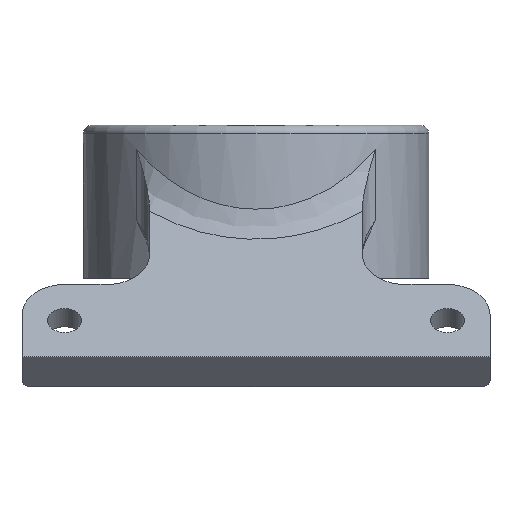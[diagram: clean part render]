
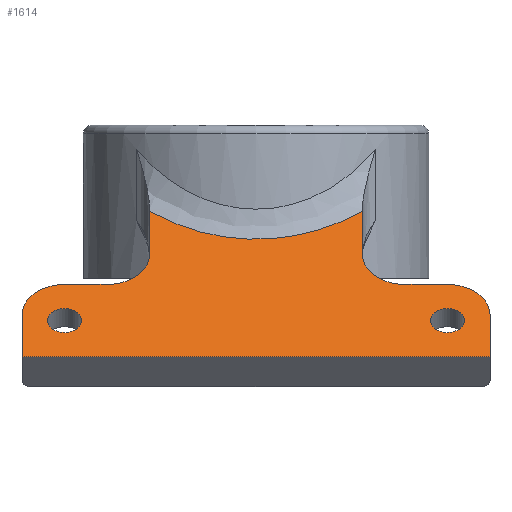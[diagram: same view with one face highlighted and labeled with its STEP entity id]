
A CAD part, front view. The second image highlights one B-rep face of the part: STEP entity #1614.
In plain terms, the highlighted planar face has unit normal (0, -0.707, 0.707).
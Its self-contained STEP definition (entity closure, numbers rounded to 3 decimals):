
#22=FACE_BOUND('',#487,.T.);
#23=FACE_BOUND('',#488,.T.);
#50=PLANE('',#1833);
#66=ELLIPSE('',#1836,35.773,25.296);
#86=LINE('',#3051,#176);
#89=LINE('',#3063,#179);
#92=LINE('',#3071,#182);
#95=LINE('',#3079,#185);
#107=LINE('',#3218,#197);
#145=LINE('',#3478,#235);
#146=LINE('',#3482,#236);
#176=VECTOR('',#1979,10.);
#179=VECTOR('',#1988,10.);
#182=VECTOR('',#1997,10.);
#185=VECTOR('',#2004,10.);
#197=VECTOR('',#2062,10.);
#235=VECTOR('',#2318,10.);
#236=VECTOR('',#2321,10.);
#385=FACE_OUTER_BOUND('',#486,.T.);
#486=EDGE_LOOP('',(#1411,#1412,#1413,#1414,#1415,#1416,#1417,#1418,#1419,
#1420,#1421,#1422));
#487=EDGE_LOOP('',(#1423));
#488=EDGE_LOOP('',(#1424));
#562=CIRCLE('',#1696,5.);
#563=CIRCLE('',#1699,5.);
#643=CIRCLE('',#1834,5.);
#644=CIRCLE('',#1835,5.);
#645=CIRCLE('',#1837,2.);
#646=CIRCLE('',#1838,2.);
#701=VERTEX_POINT('',#3048);
#702=VERTEX_POINT('',#3050);
#703=VERTEX_POINT('',#3057);
#704=VERTEX_POINT('',#3061);
#705=VERTEX_POINT('',#3065);
#706=VERTEX_POINT('',#3069);
#709=VERTEX_POINT('',#3077);
#728=VERTEX_POINT('',#3216);
#786=VERTEX_POINT('',#3475);
#787=VERTEX_POINT('',#3477);
#788=VERTEX_POINT('',#3479);
#789=VERTEX_POINT('',#3481);
#790=VERTEX_POINT('',#3484);
#791=VERTEX_POINT('',#3486);
#864=EDGE_CURVE('',#701,#702,#86,.T.);
#867=EDGE_CURVE('',#703,#701,#562,.T.);
#869=EDGE_CURVE('',#703,#704,#89,.T.);
#871=EDGE_CURVE('',#705,#704,#563,.T.);
#873=EDGE_CURVE('',#706,#705,#92,.T.);
#877=EDGE_CURVE('',#709,#706,#95,.T.);
#906=EDGE_CURVE('',#728,#709,#107,.T.);
#1011=EDGE_CURVE('',#786,#728,#643,.T.);
#1012=EDGE_CURVE('',#787,#786,#145,.T.);
#1013=EDGE_CURVE('',#788,#787,#644,.T.);
#1014=EDGE_CURVE('',#788,#789,#146,.T.);
#1015=EDGE_CURVE('',#702,#789,#66,.T.);
#1016=EDGE_CURVE('',#790,#790,#645,.T.);
#1017=EDGE_CURVE('',#791,#791,#646,.T.);
#1411=ORIENTED_EDGE('',*,*,#871,.F.);
#1412=ORIENTED_EDGE('',*,*,#873,.F.);
#1413=ORIENTED_EDGE('',*,*,#877,.F.);
#1414=ORIENTED_EDGE('',*,*,#906,.F.);
#1415=ORIENTED_EDGE('',*,*,#1011,.F.);
#1416=ORIENTED_EDGE('',*,*,#1012,.F.);
#1417=ORIENTED_EDGE('',*,*,#1013,.F.);
#1418=ORIENTED_EDGE('',*,*,#1014,.T.);
#1419=ORIENTED_EDGE('',*,*,#1015,.F.);
#1420=ORIENTED_EDGE('',*,*,#864,.F.);
#1421=ORIENTED_EDGE('',*,*,#867,.F.);
#1422=ORIENTED_EDGE('',*,*,#869,.T.);
#1423=ORIENTED_EDGE('',*,*,#1016,.T.);
#1424=ORIENTED_EDGE('',*,*,#1017,.T.);
#1614=ADVANCED_FACE('',(#385,#22,#23),#50,.T.);
#1696=AXIS2_PLACEMENT_3D('',#3059,#1983,#1984);
#1699=AXIS2_PLACEMENT_3D('',#3067,#1992,#1993);
#1833=AXIS2_PLACEMENT_3D('',#3474,#2314,#2315);
#1834=AXIS2_PLACEMENT_3D('',#3476,#2316,#2317);
#1835=AXIS2_PLACEMENT_3D('',#3480,#2319,#2320);
#1836=AXIS2_PLACEMENT_3D('',#3483,#2322,#2323);
#1837=AXIS2_PLACEMENT_3D('',#3485,#2324,#2325);
#1838=AXIS2_PLACEMENT_3D('',#3487,#2326,#2327);
#1979=DIRECTION('',(0.,0.707,0.707));
#1983=DIRECTION('center_axis',(0.,-0.707,0.707));
#1984=DIRECTION('ref_axis',(0.707,-0.5,-0.5));
#1988=DIRECTION('',(-1.,0.,0.));
#1992=DIRECTION('center_axis',(0.,0.707,-0.707));
#1993=DIRECTION('ref_axis',(-0.707,0.5,0.5));
#1997=DIRECTION('',(0.,0.707,0.707));
#2004=DIRECTION('',(-1.,0.,0.));
#2062=DIRECTION('',(0.,-0.707,-0.707));
#2314=DIRECTION('center_axis',(0.,-0.707,0.707));
#2315=DIRECTION('ref_axis',(1.,0.,0.));
#2316=DIRECTION('center_axis',(0.,0.707,-0.707));
#2317=DIRECTION('ref_axis',(0.707,0.5,0.5));
#2318=DIRECTION('',(1.,0.,0.));
#2319=DIRECTION('center_axis',(0.,-0.707,0.707));
#2320=DIRECTION('ref_axis',(-0.707,-0.5,-0.5));
#2321=DIRECTION('',(0.,0.707,0.707));
#2322=DIRECTION('center_axis',(0.,-0.707,0.707));
#2323=DIRECTION('ref_axis',(0.,-0.707,-0.707));
#2324=DIRECTION('center_axis',(0.,0.707,-0.707));
#2325=DIRECTION('ref_axis',(-1.,0.,0.));
#2326=DIRECTION('center_axis',(0.,0.707,-0.707));
#2327=DIRECTION('ref_axis',(-1.,0.,0.));
#3048=CARTESIAN_POINT('',(-10.155,-23.638,4.428));
#3050=CARTESIAN_POINT('',(-10.155,-18.556,9.511));
#3051=CARTESIAN_POINT('',(-10.155,-22.931,5.136));
#3057=CARTESIAN_POINT('',(-15.155,-27.174,0.893));
#3059=CARTESIAN_POINT('Origin',(-15.155,-23.638,4.428));
#3061=CARTESIAN_POINT('',(-20.155,-27.174,0.893));
#3063=CARTESIAN_POINT('',(-10.155,-27.174,0.893));
#3065=CARTESIAN_POINT('',(-25.155,-30.709,-2.643));
#3067=CARTESIAN_POINT('Origin',(-20.155,-30.709,-2.643));
#3069=CARTESIAN_POINT('',(-25.155,-35.659,-7.592));
#3071=CARTESIAN_POINT('',(-25.155,-35.659,-7.592));
#3077=CARTESIAN_POINT('',(29.845,-35.659,-7.592));
#3079=CARTESIAN_POINT('',(-10.155,-35.659,-7.592));
#3216=CARTESIAN_POINT('',(29.845,-30.709,-2.643));
#3218=CARTESIAN_POINT('',(29.845,-35.659,-7.592));
#3474=CARTESIAN_POINT('Origin',(-10.155,-22.931,5.136));
#3475=CARTESIAN_POINT('',(24.845,-27.174,0.893));
#3476=CARTESIAN_POINT('Origin',(24.845,-30.709,-2.643));
#3477=CARTESIAN_POINT('',(19.845,-27.174,0.893));
#3478=CARTESIAN_POINT('',(-10.155,-27.174,0.893));
#3479=CARTESIAN_POINT('',(14.845,-23.638,4.428));
#3480=CARTESIAN_POINT('Origin',(19.845,-23.638,4.428));
#3481=CARTESIAN_POINT('',(14.845,-18.556,9.511));
#3482=CARTESIAN_POINT('',(14.845,-22.931,5.136));
#3483=CARTESIAN_POINT('Origin',(2.345,3.436,31.502));
#3484=CARTESIAN_POINT('',(-18.155,-31.416,-3.35));
#3485=CARTESIAN_POINT('Origin',(-20.155,-31.416,-3.35));
#3486=CARTESIAN_POINT('',(26.845,-31.416,-3.35));
#3487=CARTESIAN_POINT('Origin',(24.845,-31.416,-3.35));
